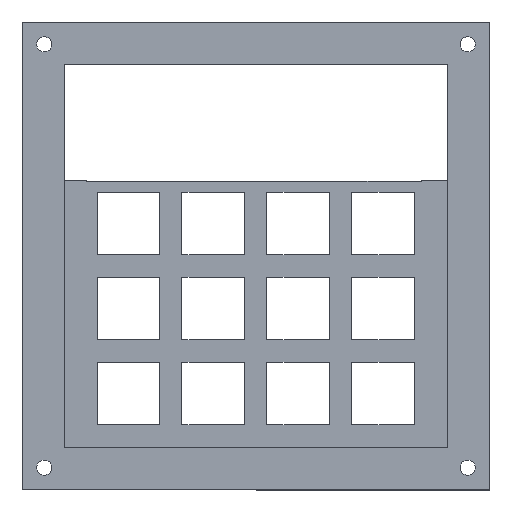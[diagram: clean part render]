
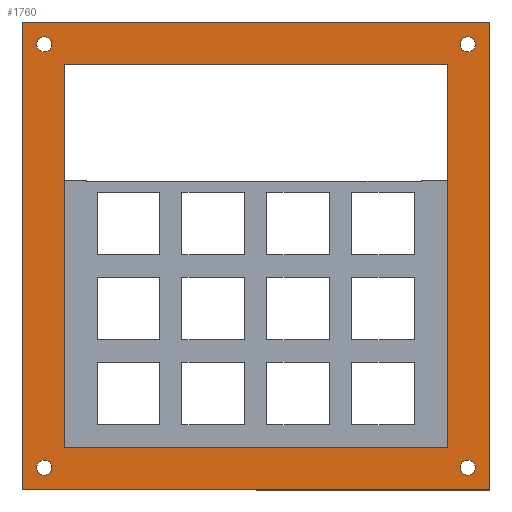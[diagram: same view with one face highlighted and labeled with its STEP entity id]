
A CAD part, top view. The second image highlights one B-rep face of the part: STEP entity #1760.
In plain terms, the highlighted planar face has unit normal (0, 0, 1).
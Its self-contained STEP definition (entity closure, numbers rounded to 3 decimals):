
#27=FACE_BOUND('',#255,.T.);
#28=FACE_BOUND('',#256,.T.);
#29=FACE_BOUND('',#257,.T.);
#30=FACE_BOUND('',#258,.T.);
#31=FACE_BOUND('',#259,.T.);
#76=PLANE('',#1873);
#158=FACE_OUTER_BOUND('',#254,.T.);
#254=EDGE_LOOP('',(#1331,#1332,#1333,#1334));
#255=EDGE_LOOP('',(#1335));
#256=EDGE_LOOP('',(#1336,#1337,#1338,#1339));
#257=EDGE_LOOP('',(#1340));
#258=EDGE_LOOP('',(#1341));
#259=EDGE_LOOP('',(#1342));
#395=LINE('',#2494,#621);
#397=LINE('',#2499,#623);
#398=LINE('',#2501,#624);
#399=LINE('',#2503,#625);
#400=LINE('',#2504,#626);
#401=LINE('',#2508,#627);
#402=LINE('',#2510,#628);
#403=LINE('',#2511,#629);
#621=VECTOR('',#2050,10.);
#623=VECTOR('',#2054,10.);
#624=VECTOR('',#2055,10.);
#625=VECTOR('',#2056,10.);
#626=VECTOR('',#2057,10.);
#627=VECTOR('',#2060,10.);
#628=VECTOR('',#2061,10.);
#629=VECTOR('',#2062,10.);
#821=CIRCLE('',#1874,1.7);
#822=CIRCLE('',#1875,1.7);
#823=CIRCLE('',#1876,1.7);
#824=CIRCLE('',#1877,1.7);
#863=VERTEX_POINT('',#2491);
#864=VERTEX_POINT('',#2493);
#865=VERTEX_POINT('',#2497);
#866=VERTEX_POINT('',#2498);
#867=VERTEX_POINT('',#2500);
#868=VERTEX_POINT('',#2502);
#869=VERTEX_POINT('',#2505);
#870=VERTEX_POINT('',#2507);
#871=VERTEX_POINT('',#2509);
#872=VERTEX_POINT('',#2512);
#873=VERTEX_POINT('',#2514);
#874=VERTEX_POINT('',#2516);
#1043=EDGE_CURVE('',#864,#863,#395,.T.);
#1045=EDGE_CURVE('',#865,#866,#397,.T.);
#1046=EDGE_CURVE('',#866,#867,#398,.T.);
#1047=EDGE_CURVE('',#867,#868,#399,.T.);
#1048=EDGE_CURVE('',#868,#865,#400,.T.);
#1049=EDGE_CURVE('',#869,#869,#821,.T.);
#1050=EDGE_CURVE('',#863,#870,#401,.T.);
#1051=EDGE_CURVE('',#870,#871,#402,.T.);
#1052=EDGE_CURVE('',#871,#864,#403,.T.);
#1053=EDGE_CURVE('',#872,#872,#822,.T.);
#1054=EDGE_CURVE('',#873,#873,#823,.T.);
#1055=EDGE_CURVE('',#874,#874,#824,.T.);
#1331=ORIENTED_EDGE('',*,*,#1045,.T.);
#1332=ORIENTED_EDGE('',*,*,#1046,.T.);
#1333=ORIENTED_EDGE('',*,*,#1047,.T.);
#1334=ORIENTED_EDGE('',*,*,#1048,.T.);
#1335=ORIENTED_EDGE('',*,*,#1049,.T.);
#1336=ORIENTED_EDGE('',*,*,#1043,.T.);
#1337=ORIENTED_EDGE('',*,*,#1050,.T.);
#1338=ORIENTED_EDGE('',*,*,#1051,.T.);
#1339=ORIENTED_EDGE('',*,*,#1052,.T.);
#1340=ORIENTED_EDGE('',*,*,#1053,.T.);
#1341=ORIENTED_EDGE('',*,*,#1054,.T.);
#1342=ORIENTED_EDGE('',*,*,#1055,.T.);
#1760=ADVANCED_FACE('',(#158,#27,#28,#29,#30,#31),#76,.T.);
#1873=AXIS2_PLACEMENT_3D('',#2496,#2052,#2053);
#1874=AXIS2_PLACEMENT_3D('',#2506,#2058,#2059);
#1875=AXIS2_PLACEMENT_3D('',#2513,#2063,#2064);
#1876=AXIS2_PLACEMENT_3D('',#2515,#2065,#2066);
#1877=AXIS2_PLACEMENT_3D('',#2517,#2067,#2068);
#2050=DIRECTION('',(-1.,0.,0.));
#2052=DIRECTION('center_axis',(0.,0.,1.));
#2053=DIRECTION('ref_axis',(1.,0.,0.));
#2054=DIRECTION('',(-1.,0.,0.));
#2055=DIRECTION('',(0.,-1.,0.));
#2056=DIRECTION('',(1.,0.,0.));
#2057=DIRECTION('',(0.,1.,0.));
#2058=DIRECTION('center_axis',(0.,0.,-1.));
#2059=DIRECTION('ref_axis',(1.,0.,0.));
#2060=DIRECTION('',(0.,1.,0.));
#2061=DIRECTION('',(1.,0.,0.));
#2062=DIRECTION('',(0.,-1.,0.));
#2063=DIRECTION('center_axis',(0.,0.,-1.));
#2064=DIRECTION('ref_axis',(1.,0.,0.));
#2065=DIRECTION('center_axis',(0.,0.,-1.));
#2066=DIRECTION('ref_axis',(1.,0.,0.));
#2067=DIRECTION('center_axis',(0.,0.,-1.));
#2068=DIRECTION('ref_axis',(1.,0.,0.));
#2491=CARTESIAN_POINT('',(0.,0.,12.));
#2493=CARTESIAN_POINT('',(85.955,0.,12.));
#2494=CARTESIAN_POINT('',(64.466,0.,12.));
#2496=CARTESIAN_POINT('Origin',(42.978,42.975,12.));
#2497=CARTESIAN_POINT('',(95.455,95.45,12.));
#2498=CARTESIAN_POINT('',(-9.5,95.45,12.));
#2499=CARTESIAN_POINT('',(69.216,95.45,12.));
#2500=CARTESIAN_POINT('',(-9.5,-9.5,12.));
#2501=CARTESIAN_POINT('',(-9.5,69.213,12.));
#2502=CARTESIAN_POINT('',(95.455,-9.5,12.));
#2503=CARTESIAN_POINT('',(16.739,-9.5,12.));
#2504=CARTESIAN_POINT('',(95.455,16.738,12.));
#2505=CARTESIAN_POINT('',(92.155,90.45,12.));
#2506=CARTESIAN_POINT('Origin',(90.455,90.45,12.));
#2507=CARTESIAN_POINT('',(0.,85.95,12.));
#2508=CARTESIAN_POINT('',(0.,21.488,12.));
#2509=CARTESIAN_POINT('',(85.955,85.95,12.));
#2510=CARTESIAN_POINT('',(21.489,85.95,12.));
#2511=CARTESIAN_POINT('',(85.955,64.463,12.));
#2512=CARTESIAN_POINT('',(92.155,-4.5,12.));
#2513=CARTESIAN_POINT('Origin',(90.455,-4.5,12.));
#2514=CARTESIAN_POINT('',(-2.8,90.45,12.));
#2515=CARTESIAN_POINT('Origin',(-4.5,90.45,12.));
#2516=CARTESIAN_POINT('',(-2.8,-4.5,12.));
#2517=CARTESIAN_POINT('Origin',(-4.5,-4.5,12.));
